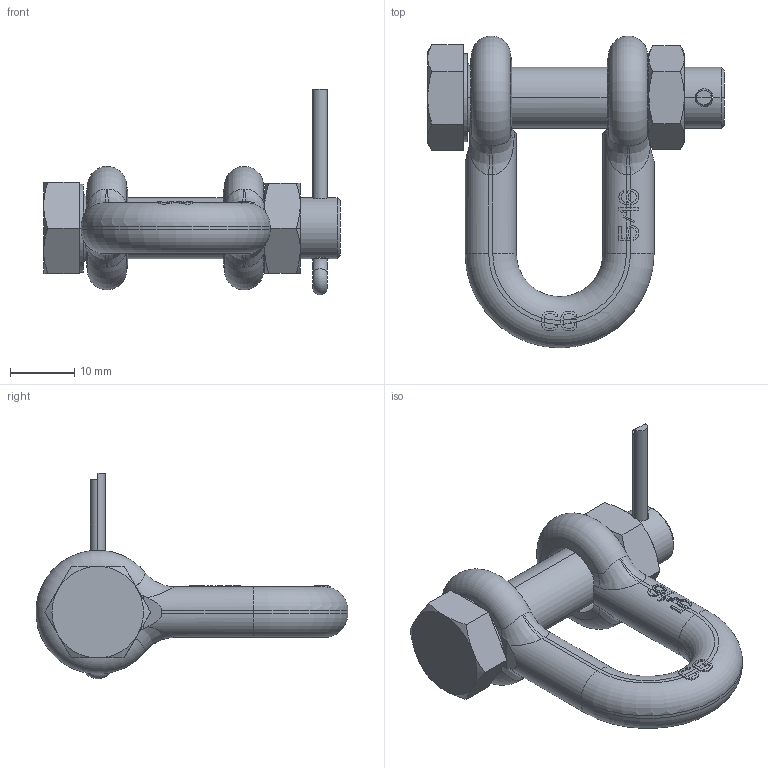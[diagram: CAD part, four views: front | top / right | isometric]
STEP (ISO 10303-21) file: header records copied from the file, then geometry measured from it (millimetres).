
FILE_DESCRIPTION((''),'2;1');
FILE_NAME('CROSBY_2150_031','2003-11-18T',('adoughty'),('The Crosby Group, Inc.'),'PRO/ENGINEER BY PARAMETRIC TECHNOLOGY CORPORATION, 2001150','PRO/ENGINEER BY PARAMETRIC TECHNOLOGY CORPORATION, 2001150','');
FILE_SCHEMA(('CONFIG_CONTROL_DESIGN'));
Length unit declared in the file: inch
Products named in the file (1): CROSBY_2150_031
Bounding box: 46.23 x 48.6 x 32.04 mm (x, y, z)
Volume: 9856.4 mm3; surface area: 6108.6 mm2
Topology: 3 solids, 3 shells, 334 faces, 942 edges, 610 vertices
Faces by surface type: plane 244, cylinder 38, bspline 20, torus 16, cone 16
Entity records: 12427 total; most frequent: CARTESIAN_POINT 4544, ORIENTED_EDGE 1884, DIRECTION 1284, EDGE_CURVE 942, VERTEX_POINT 610, AXIS2_PLACEMENT_3D 439, B_SPLINE_CURVE_WITH_KNOTS 411, VECTOR 406
